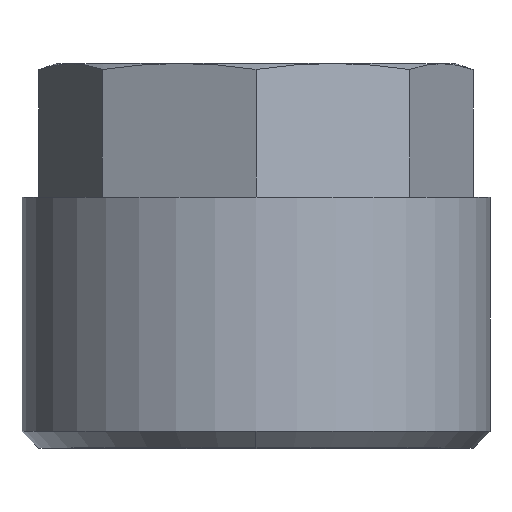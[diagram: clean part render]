
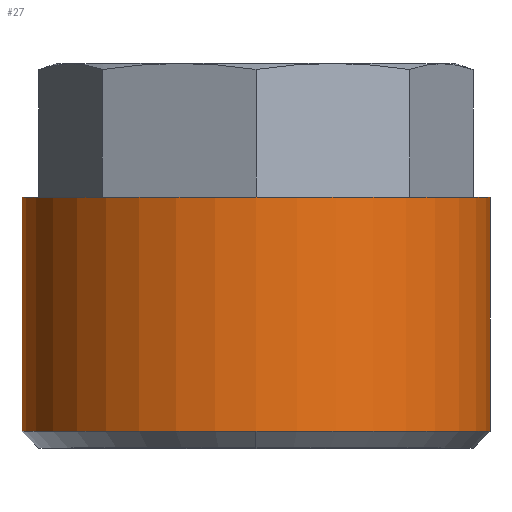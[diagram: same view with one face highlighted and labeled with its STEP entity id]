
A CAD part, top view. The second image highlights one B-rep face of the part: STEP entity #27.
In plain terms, the highlighted cylindrical face has radius 7 mm (diameter 14 mm), a partial arc.
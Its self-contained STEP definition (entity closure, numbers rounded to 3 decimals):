
#27 = ADVANCED_FACE ( 'NONE', ( #96 ), #103, .T. ) ;
#43 = LINE ( 'NONE', #771, #188 ) ;
#49 = VECTOR ( 'NONE', #517, 1000. ) ;
#59 = CIRCLE ( 'NONE', #247, 7. ) ;
#96 = FACE_OUTER_BOUND ( 'NONE', #1142, .T. ) ;
#103 = CYLINDRICAL_SURFACE ( 'NONE', #298, 7. ) ;
#156 = CIRCLE ( 'NONE', #276, 7. ) ;
#168 = LINE ( 'NONE', #519, #49 ) ;
#174 = CIRCLE ( 'NONE', #282, 7. ) ;
#188 = VECTOR ( 'NONE', #777, 1000. ) ;
#204 = EDGE_CURVE ( 'NONE', #931, #1107, #174, .T. ) ;
#213 = EDGE_CURVE ( 'NONE', #1117, #931, #156, .T. ) ;
#217 = EDGE_CURVE ( 'NONE', #1014, #1107, #43, .T. ) ;
#247 = AXIS2_PLACEMENT_3D ( 'NONE', #436, #435, #423 ) ;
#276 = AXIS2_PLACEMENT_3D ( 'NONE', #787, #785, #784 ) ;
#282 = AXIS2_PLACEMENT_3D ( 'NONE', #825, #824, #823 ) ;
#298 = AXIS2_PLACEMENT_3D ( 'NONE', #888, #892, #877 ) ;
#357 = EDGE_CURVE ( 'NONE', #1110, #1117, #168, .T. ) ;
#362 = EDGE_CURVE ( 'NONE', #1110, #1014, #59, .T. ) ;
#372 = CARTESIAN_POINT ( 'NONE',  ( -7., 7.5, 0. ) ) ;
#383 = CARTESIAN_POINT ( 'NONE',  ( 7., 0.5, 0. ) ) ;
#391 = CARTESIAN_POINT ( 'NONE',  ( 7., 7.5, 0. ) ) ;
#402 = CARTESIAN_POINT ( 'NONE',  ( 0., 0.5, 7. ) ) ;
#409 = CARTESIAN_POINT ( 'NONE',  ( -7., 0.5, 0. ) ) ;
#423 = DIRECTION ( 'NONE',  ( 1., 0., 0. ) ) ;
#435 = DIRECTION ( 'NONE',  ( 0., 1., 0. ) ) ;
#436 = CARTESIAN_POINT ( 'NONE',  ( 0., 7.5, 0. ) ) ;
#517 = DIRECTION ( 'NONE',  ( 0., -1., 0. ) ) ;
#519 = CARTESIAN_POINT ( 'NONE',  ( -7., 7.5, 0. ) ) ;
#771 = CARTESIAN_POINT ( 'NONE',  ( 7., 7.5, 0. ) ) ;
#777 = DIRECTION ( 'NONE',  ( 0., -1., 0. ) ) ;
#784 = DIRECTION ( 'NONE',  ( 0., 0., 1. ) ) ;
#785 = DIRECTION ( 'NONE',  ( 0., 1., 0. ) ) ;
#787 = CARTESIAN_POINT ( 'NONE',  ( 0., 0.5, 0. ) ) ;
#823 = DIRECTION ( 'NONE',  ( 0., 0., 1. ) ) ;
#824 = DIRECTION ( 'NONE',  ( 0., 1., 0. ) ) ;
#825 = CARTESIAN_POINT ( 'NONE',  ( 0., 0.5, 0. ) ) ;
#877 = DIRECTION ( 'NONE',  ( 1., 0., 0. ) ) ;
#888 = CARTESIAN_POINT ( 'NONE',  ( 0., 7.5, 0. ) ) ;
#892 = DIRECTION ( 'NONE',  ( 0., -1., 0. ) ) ;
#931 = VERTEX_POINT ( 'NONE', #402 ) ;
#980 = ORIENTED_EDGE ( 'NONE', *, *, #213, .T. ) ;
#981 = ORIENTED_EDGE ( 'NONE', *, *, #204, .T. ) ;
#999 = ORIENTED_EDGE ( 'NONE', *, *, #357, .T. ) ;
#1000 = ORIENTED_EDGE ( 'NONE', *, *, #362, .F. ) ;
#1014 = VERTEX_POINT ( 'NONE', #391 ) ;
#1052 = ORIENTED_EDGE ( 'NONE', *, *, #217, .F. ) ;
#1107 = VERTEX_POINT ( 'NONE', #383 ) ;
#1110 = VERTEX_POINT ( 'NONE', #372 ) ;
#1117 = VERTEX_POINT ( 'NONE', #409 ) ;
#1142 = EDGE_LOOP ( 'NONE', ( #1000, #999, #980, #981, #1052 ) ) ;
